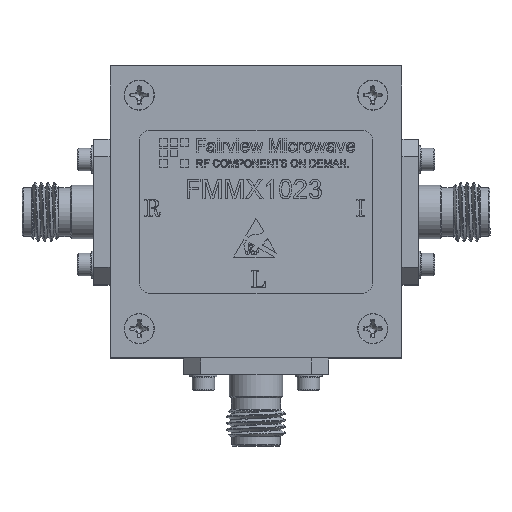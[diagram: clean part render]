
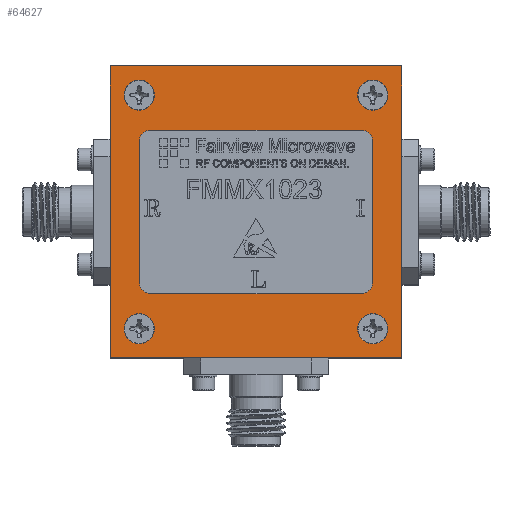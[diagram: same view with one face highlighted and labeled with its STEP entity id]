
A CAD part, top view. The second image highlights one B-rep face of the part: STEP entity #64627.
In plain terms, the highlighted planar face has unit normal (0, 0, 1).
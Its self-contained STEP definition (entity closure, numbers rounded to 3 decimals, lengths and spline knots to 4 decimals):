
#1129 = ORIENTED_EDGE ( 'NONE', *, *, #28750, .F. ) ;
#1678 = ORIENTED_EDGE ( 'NONE', *, *, #42659, .T. ) ;
#3082 = VECTOR ( 'NONE', #59258, 39.3701 ) ;
#3428 = VERTEX_POINT ( 'NONE', #55437 ) ;
#4440 = ORIENTED_EDGE ( 'NONE', *, *, #67217, .T. ) ;
#4605 = DIRECTION ( 'NONE',  ( 0., 1., 0. ) ) ;
#5224 = VERTEX_POINT ( 'NONE', #7965 ) ;
#6217 = DIRECTION ( 'NONE',  ( 0., 0., 1. ) ) ;
#6589 = EDGE_CURVE ( 'NONE', #26308, #26308, #18336, .T. ) ;
#7280 = LINE ( 'NONE', #7622, #3082 ) ;
#7622 = CARTESIAN_POINT ( 'NONE',  ( -0.625, -0.625, 0.2815 ) ) ;
#7965 = CARTESIAN_POINT ( 'NONE',  ( 0.625, -0.625, 0.2815 ) ) ;
#8380 = AXIS2_PLACEMENT_3D ( 'NONE', #15782, #36501, #57251 ) ;
#9637 = VERTEX_POINT ( 'NONE', #65706 ) ;
#11317 = DIRECTION ( 'NONE',  ( 1., 0., 0. ) ) ;
#12336 = DIRECTION ( 'NONE',  ( 1., 0., 0. ) ) ;
#13588 = DIRECTION ( 'NONE',  ( 1., 0., 0. ) ) ;
#13825 = AXIS2_PLACEMENT_3D ( 'NONE', #50046, #58890, #12336 ) ;
#15782 = CARTESIAN_POINT ( 'NONE',  ( 0., 0., 0.2815 ) ) ;
#15913 = EDGE_CURVE ( 'NONE', #27958, #27958, #43252, .T. ) ;
#16007 = CIRCLE ( 'NONE', #13825, 0.0645 ) ;
#17137 = ORIENTED_EDGE ( 'NONE', *, *, #41497, .T. ) ;
#18336 = CIRCLE ( 'NONE', #59578, 0.0645 ) ;
#18869 = LINE ( 'NONE', #35504, #29033 ) ;
#20857 = PLANE ( 'NONE',  #8380 ) ;
#21973 = VECTOR ( 'NONE', #4605, 39.3701 ) ;
#23900 = EDGE_CURVE ( 'NONE', #35267, #58915, #58102, .T. ) ;
#24721 = ORIENTED_EDGE ( 'NONE', *, *, #15913, .F. ) ;
#25961 = FACE_OUTER_BOUND ( 'NONE', #47944, .T. ) ;
#26100 = DIRECTION ( 'NONE',  ( 0., 0., 1. ) ) ;
#26308 = VERTEX_POINT ( 'NONE', #41315 ) ;
#26603 = FACE_BOUND ( 'NONE', #54253, .T. ) ;
#27958 = VERTEX_POINT ( 'NONE', #42625 ) ;
#28750 = EDGE_CURVE ( 'NONE', #9637, #9637, #16007, .T. ) ;
#28834 = CARTESIAN_POINT ( 'NONE',  ( -0.5, -0.5, 0.2815 ) ) ;
#29033 = VECTOR ( 'NONE', #39618, 39.3701 ) ;
#34964 = DIRECTION ( 'NONE',  ( 0., 0., 1. ) ) ;
#35267 = VERTEX_POINT ( 'NONE', #52859 ) ;
#35316 = ORIENTED_EDGE ( 'NONE', *, *, #58511, .F. ) ;
#35504 = CARTESIAN_POINT ( 'NONE',  ( -0.625, 0.625, 0.2815 ) ) ;
#36165 = FACE_BOUND ( 'NONE', #54550, .T. ) ;
#36304 = DIRECTION ( 'NONE',  ( 1., 0., 0. ) ) ;
#36501 = DIRECTION ( 'NONE',  ( 0., 0., -1. ) ) ;
#37164 = FACE_BOUND ( 'NONE', #44216, .T. ) ;
#39618 = DIRECTION ( 'NONE',  ( -1., 0., 0. ) ) ;
#40678 = CARTESIAN_POINT ( 'NONE',  ( -0.625, -0.625, 0.2815 ) ) ;
#40987 = EDGE_LOOP ( 'NONE', ( #1129 ) ) ;
#41315 = CARTESIAN_POINT ( 'NONE',  ( 0.5645, 0.5, 0.2815 ) ) ;
#41497 = EDGE_CURVE ( 'NONE', #5224, #64095, #61701, .T. ) ;
#42625 = CARTESIAN_POINT ( 'NONE',  ( -0.4355, -0.5, 0.2815 ) ) ;
#42659 = EDGE_CURVE ( 'NONE', #58915, #5224, #7280, .T. ) ;
#42903 = AXIS2_PLACEMENT_3D ( 'NONE', #46195, #26100, #36304 ) ;
#43252 = CIRCLE ( 'NONE', #66022, 0.0645 ) ;
#44216 = EDGE_LOOP ( 'NONE', ( #24721 ) ) ;
#46195 = CARTESIAN_POINT ( 'NONE',  ( -0.5, 0.5, 0.2815 ) ) ;
#47364 = VECTOR ( 'NONE', #58770, 39.3701 ) ;
#47944 = EDGE_LOOP ( 'NONE', ( #17137, #4440, #57822, #1678 ) ) ;
#50046 = CARTESIAN_POINT ( 'NONE',  ( 0.5, -0.5, 0.2815 ) ) ;
#51156 = CARTESIAN_POINT ( 'NONE',  ( 0.625, -0.625, 0.2815 ) ) ;
#52859 = CARTESIAN_POINT ( 'NONE',  ( -0.625, 0.625, 0.2815 ) ) ;
#54253 = EDGE_LOOP ( 'NONE', ( #35316 ) ) ;
#54550 = EDGE_LOOP ( 'NONE', ( #58429 ) ) ;
#55437 = CARTESIAN_POINT ( 'NONE',  ( -0.4355, 0.5, 0.2815 ) ) ;
#56910 = FACE_BOUND ( 'NONE', #40987, .T. ) ;
#57029 = CIRCLE ( 'NONE', #42903, 0.0645 ) ;
#57251 = DIRECTION ( 'NONE',  ( -1., 0., 0. ) ) ;
#57822 = ORIENTED_EDGE ( 'NONE', *, *, #23900, .T. ) ;
#58102 = LINE ( 'NONE', #58438, #47364 ) ;
#58429 = ORIENTED_EDGE ( 'NONE', *, *, #6589, .F. ) ;
#58438 = CARTESIAN_POINT ( 'NONE',  ( -0.625, -0.625, 0.2815 ) ) ;
#58511 = EDGE_CURVE ( 'NONE', #3428, #3428, #57029, .T. ) ;
#58770 = DIRECTION ( 'NONE',  ( 0., -1., 0. ) ) ;
#58890 = DIRECTION ( 'NONE',  ( 0., 0., 1. ) ) ;
#58915 = VERTEX_POINT ( 'NONE', #40678 ) ;
#59258 = DIRECTION ( 'NONE',  ( 1., 0., 0. ) ) ;
#59578 = AXIS2_PLACEMENT_3D ( 'NONE', #62984, #6217, #11317 ) ;
#61701 = LINE ( 'NONE', #51156, #21973 ) ;
#62984 = CARTESIAN_POINT ( 'NONE',  ( 0.5, 0.5, 0.2815 ) ) ;
#64095 = VERTEX_POINT ( 'NONE', #65080 ) ;
#64627 = ADVANCED_FACE ( 'NONE', ( #26603, #36165, #56910, #37164, #25961 ), #20857, .F. ) ;
#65080 = CARTESIAN_POINT ( 'NONE',  ( 0.625, 0.625, 0.2815 ) ) ;
#65706 = CARTESIAN_POINT ( 'NONE',  ( 0.5645, -0.5, 0.2815 ) ) ;
#66022 = AXIS2_PLACEMENT_3D ( 'NONE', #28834, #34964, #13588 ) ;
#67217 = EDGE_CURVE ( 'NONE', #64095, #35267, #18869, .T. ) ;
